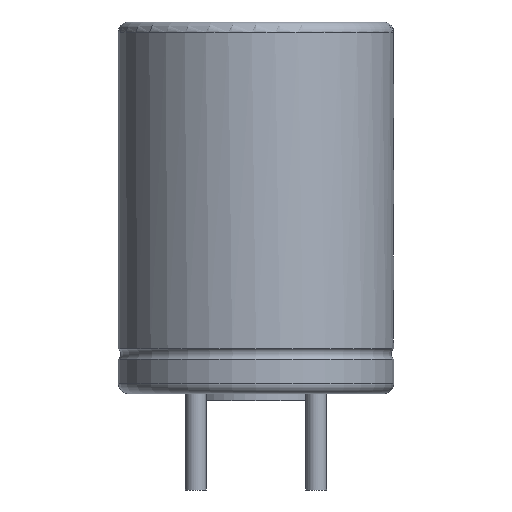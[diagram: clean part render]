
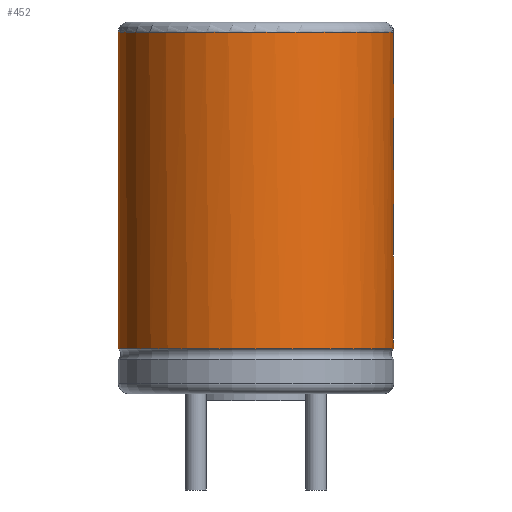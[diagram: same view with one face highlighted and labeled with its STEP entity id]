
A CAD part, front view. The second image highlights one B-rep face of the part: STEP entity #452.
In plain terms, the highlighted cylindrical face has radius 4 mm (diameter 8 mm), a full revolution.
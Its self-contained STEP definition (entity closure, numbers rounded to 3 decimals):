
#366 = VERTEX_POINT('',#367);
#367 = CARTESIAN_POINT('',(3.992,0.25,10.5));
#374 = EDGE_CURVE('',#375,#366,#377,.T.);
#375 = VERTEX_POINT('',#376);
#376 = CARTESIAN_POINT('',(3.992,-0.25,10.5));
#377 = CIRCLE('',#378,4.);
#378 = AXIS2_PLACEMENT_3D('',#379,#380,#381);
#379 = CARTESIAN_POINT('',(0.,0.,10.5));
#380 = DIRECTION('',(0.,0.,-1.));
#381 = DIRECTION('',(1.,0.,0.));
#452 = ADVANCED_FACE('',(#453),#681,.T.);
#453 = FACE_BOUND('',#454,.T.);
#454 = EDGE_LOOP('',(#455,#466,#474,#483,#491,#500,#508,#517,#525,#534,
    #542,#551,#559,#568,#576,#583,#584,#593,#601,#608,#609,#618,#626,
    #633,#634,#643,#651,#658,#659,#668,#674,#675));
#455 = ORIENTED_EDGE('',*,*,#456,.T.);
#456 = EDGE_CURVE('',#457,#459,#461,.T.);
#457 = VERTEX_POINT('',#458);
#458 = CARTESIAN_POINT('',(3.992,0.25,9.));
#459 = VERTEX_POINT('',#460);
#460 = CARTESIAN_POINT('',(4.,0.,9.));
#461 = CIRCLE('',#462,4.);
#462 = AXIS2_PLACEMENT_3D('',#463,#464,#465);
#463 = CARTESIAN_POINT('',(0.,0.,9.));
#464 = DIRECTION('',(0.,0.,-1.));
#465 = DIRECTION('',(1.,0.,0.));
#466 = ORIENTED_EDGE('',*,*,#467,.T.);
#467 = EDGE_CURVE('',#459,#468,#470,.T.);
#468 = VERTEX_POINT('',#469);
#469 = CARTESIAN_POINT('',(4.,0.,8.));
#470 = LINE('',#471,#472);
#471 = CARTESIAN_POINT('',(4.,0.,10.8));
#472 = VECTOR('',#473,1.);
#473 = DIRECTION('',(0.,0.,-1.));
#474 = ORIENTED_EDGE('',*,*,#475,.F.);
#475 = EDGE_CURVE('',#476,#468,#478,.T.);
#476 = VERTEX_POINT('',#477);
#477 = CARTESIAN_POINT('',(3.992,0.25,8.));
#478 = CIRCLE('',#479,4.);
#479 = AXIS2_PLACEMENT_3D('',#480,#481,#482);
#480 = CARTESIAN_POINT('',(0.,0.,8.));
#481 = DIRECTION('',(0.,0.,-1.));
#482 = DIRECTION('',(1.,0.,0.));
#483 = ORIENTED_EDGE('',*,*,#484,.T.);
#484 = EDGE_CURVE('',#476,#485,#487,.T.);
#485 = VERTEX_POINT('',#486);
#486 = CARTESIAN_POINT('',(3.992,0.25,6.5));
#487 = LINE('',#488,#489);
#488 = CARTESIAN_POINT('',(3.992,0.25,10.8));
#489 = VECTOR('',#490,1.);
#490 = DIRECTION('',(0.,0.,-1.));
#491 = ORIENTED_EDGE('',*,*,#492,.T.);
#492 = EDGE_CURVE('',#485,#493,#495,.T.);
#493 = VERTEX_POINT('',#494);
#494 = CARTESIAN_POINT('',(4.,0.,6.5));
#495 = CIRCLE('',#496,4.);
#496 = AXIS2_PLACEMENT_3D('',#497,#498,#499);
#497 = CARTESIAN_POINT('',(0.,0.,6.5));
#498 = DIRECTION('',(0.,0.,-1.));
#499 = DIRECTION('',(1.,0.,0.));
#500 = ORIENTED_EDGE('',*,*,#501,.T.);
#501 = EDGE_CURVE('',#493,#502,#504,.T.);
#502 = VERTEX_POINT('',#503);
#503 = CARTESIAN_POINT('',(4.,0.,5.5));
#504 = LINE('',#505,#506);
#505 = CARTESIAN_POINT('',(4.,0.,10.8));
#506 = VECTOR('',#507,1.);
#507 = DIRECTION('',(0.,0.,-1.));
#508 = ORIENTED_EDGE('',*,*,#509,.F.);
#509 = EDGE_CURVE('',#510,#502,#512,.T.);
#510 = VERTEX_POINT('',#511);
#511 = CARTESIAN_POINT('',(3.992,0.25,5.5));
#512 = CIRCLE('',#513,4.);
#513 = AXIS2_PLACEMENT_3D('',#514,#515,#516);
#514 = CARTESIAN_POINT('',(0.,0.,5.5));
#515 = DIRECTION('',(0.,0.,-1.));
#516 = DIRECTION('',(1.,0.,0.));
#517 = ORIENTED_EDGE('',*,*,#518,.T.);
#518 = EDGE_CURVE('',#510,#519,#521,.T.);
#519 = VERTEX_POINT('',#520);
#520 = CARTESIAN_POINT('',(3.992,0.25,4.));
#521 = LINE('',#522,#523);
#522 = CARTESIAN_POINT('',(3.992,0.25,10.8));
#523 = VECTOR('',#524,1.);
#524 = DIRECTION('',(0.,0.,-1.));
#525 = ORIENTED_EDGE('',*,*,#526,.T.);
#526 = EDGE_CURVE('',#519,#527,#529,.T.);
#527 = VERTEX_POINT('',#528);
#528 = CARTESIAN_POINT('',(4.,0.,4.));
#529 = CIRCLE('',#530,4.);
#530 = AXIS2_PLACEMENT_3D('',#531,#532,#533);
#531 = CARTESIAN_POINT('',(0.,0.,4.));
#532 = DIRECTION('',(0.,0.,-1.));
#533 = DIRECTION('',(1.,0.,0.));
#534 = ORIENTED_EDGE('',*,*,#535,.T.);
#535 = EDGE_CURVE('',#527,#536,#538,.T.);
#536 = VERTEX_POINT('',#537);
#537 = CARTESIAN_POINT('',(4.,0.,3.));
#538 = LINE('',#539,#540);
#539 = CARTESIAN_POINT('',(4.,0.,10.8));
#540 = VECTOR('',#541,1.);
#541 = DIRECTION('',(0.,0.,-1.));
#542 = ORIENTED_EDGE('',*,*,#543,.F.);
#543 = EDGE_CURVE('',#544,#536,#546,.T.);
#544 = VERTEX_POINT('',#545);
#545 = CARTESIAN_POINT('',(3.992,0.25,3.));
#546 = CIRCLE('',#547,4.);
#547 = AXIS2_PLACEMENT_3D('',#548,#549,#550);
#548 = CARTESIAN_POINT('',(0.,0.,3.));
#549 = DIRECTION('',(0.,0.,-1.));
#550 = DIRECTION('',(1.,0.,0.));
#551 = ORIENTED_EDGE('',*,*,#552,.T.);
#552 = EDGE_CURVE('',#544,#553,#555,.T.);
#553 = VERTEX_POINT('',#554);
#554 = CARTESIAN_POINT('',(3.992,0.25,1.5));
#555 = LINE('',#556,#557);
#556 = CARTESIAN_POINT('',(3.992,0.25,10.8));
#557 = VECTOR('',#558,1.);
#558 = DIRECTION('',(0.,0.,-1.));
#559 = ORIENTED_EDGE('',*,*,#560,.T.);
#560 = EDGE_CURVE('',#553,#561,#563,.T.);
#561 = VERTEX_POINT('',#562);
#562 = CARTESIAN_POINT('',(4.,0.,1.5));
#563 = CIRCLE('',#564,4.);
#564 = AXIS2_PLACEMENT_3D('',#565,#566,#567);
#565 = CARTESIAN_POINT('',(0.,0.,1.5));
#566 = DIRECTION('',(0.,0.,-1.));
#567 = DIRECTION('',(1.,0.,0.));
#568 = ORIENTED_EDGE('',*,*,#569,.T.);
#569 = EDGE_CURVE('',#561,#570,#572,.T.);
#570 = VERTEX_POINT('',#571);
#571 = CARTESIAN_POINT('',(4.,0.,1.3));
#572 = LINE('',#573,#574);
#573 = CARTESIAN_POINT('',(4.,0.,10.8));
#574 = VECTOR('',#575,1.);
#575 = DIRECTION('',(0.,0.,-1.));
#576 = ORIENTED_EDGE('',*,*,#577,.F.);
#577 = EDGE_CURVE('',#570,#570,#578,.T.);
#578 = CIRCLE('',#579,4.);
#579 = AXIS2_PLACEMENT_3D('',#580,#581,#582);
#580 = CARTESIAN_POINT('',(0.,0.,1.3));
#581 = DIRECTION('',(0.,0.,-1.));
#582 = DIRECTION('',(1.,0.,0.));
#583 = ORIENTED_EDGE('',*,*,#569,.F.);
#584 = ORIENTED_EDGE('',*,*,#585,.T.);
#585 = EDGE_CURVE('',#561,#586,#588,.T.);
#586 = VERTEX_POINT('',#587);
#587 = CARTESIAN_POINT('',(3.992,-0.25,1.5));
#588 = CIRCLE('',#589,4.);
#589 = AXIS2_PLACEMENT_3D('',#590,#591,#592);
#590 = CARTESIAN_POINT('',(0.,0.,1.5));
#591 = DIRECTION('',(0.,0.,-1.));
#592 = DIRECTION('',(1.,0.,0.));
#593 = ORIENTED_EDGE('',*,*,#594,.F.);
#594 = EDGE_CURVE('',#595,#586,#597,.T.);
#595 = VERTEX_POINT('',#596);
#596 = CARTESIAN_POINT('',(3.992,-0.25,3.));
#597 = LINE('',#598,#599);
#598 = CARTESIAN_POINT('',(3.992,-0.25,10.8));
#599 = VECTOR('',#600,1.);
#600 = DIRECTION('',(0.,0.,-1.));
#601 = ORIENTED_EDGE('',*,*,#602,.F.);
#602 = EDGE_CURVE('',#536,#595,#603,.T.);
#603 = CIRCLE('',#604,4.);
#604 = AXIS2_PLACEMENT_3D('',#605,#606,#607);
#605 = CARTESIAN_POINT('',(0.,0.,3.));
#606 = DIRECTION('',(0.,0.,-1.));
#607 = DIRECTION('',(1.,0.,0.));
#608 = ORIENTED_EDGE('',*,*,#535,.F.);
#609 = ORIENTED_EDGE('',*,*,#610,.T.);
#610 = EDGE_CURVE('',#527,#611,#613,.T.);
#611 = VERTEX_POINT('',#612);
#612 = CARTESIAN_POINT('',(3.992,-0.25,4.));
#613 = CIRCLE('',#614,4.);
#614 = AXIS2_PLACEMENT_3D('',#615,#616,#617);
#615 = CARTESIAN_POINT('',(0.,0.,4.));
#616 = DIRECTION('',(0.,0.,-1.));
#617 = DIRECTION('',(1.,0.,0.));
#618 = ORIENTED_EDGE('',*,*,#619,.F.);
#619 = EDGE_CURVE('',#620,#611,#622,.T.);
#620 = VERTEX_POINT('',#621);
#621 = CARTESIAN_POINT('',(3.992,-0.25,5.5));
#622 = LINE('',#623,#624);
#623 = CARTESIAN_POINT('',(3.992,-0.25,10.8));
#624 = VECTOR('',#625,1.);
#625 = DIRECTION('',(0.,0.,-1.));
#626 = ORIENTED_EDGE('',*,*,#627,.F.);
#627 = EDGE_CURVE('',#502,#620,#628,.T.);
#628 = CIRCLE('',#629,4.);
#629 = AXIS2_PLACEMENT_3D('',#630,#631,#632);
#630 = CARTESIAN_POINT('',(0.,0.,5.5));
#631 = DIRECTION('',(0.,0.,-1.));
#632 = DIRECTION('',(1.,0.,0.));
#633 = ORIENTED_EDGE('',*,*,#501,.F.);
#634 = ORIENTED_EDGE('',*,*,#635,.T.);
#635 = EDGE_CURVE('',#493,#636,#638,.T.);
#636 = VERTEX_POINT('',#637);
#637 = CARTESIAN_POINT('',(3.992,-0.25,6.5));
#638 = CIRCLE('',#639,4.);
#639 = AXIS2_PLACEMENT_3D('',#640,#641,#642);
#640 = CARTESIAN_POINT('',(0.,0.,6.5));
#641 = DIRECTION('',(0.,0.,-1.));
#642 = DIRECTION('',(1.,0.,0.));
#643 = ORIENTED_EDGE('',*,*,#644,.F.);
#644 = EDGE_CURVE('',#645,#636,#647,.T.);
#645 = VERTEX_POINT('',#646);
#646 = CARTESIAN_POINT('',(3.992,-0.25,8.));
#647 = LINE('',#648,#649);
#648 = CARTESIAN_POINT('',(3.992,-0.25,10.8));
#649 = VECTOR('',#650,1.);
#650 = DIRECTION('',(0.,0.,-1.));
#651 = ORIENTED_EDGE('',*,*,#652,.F.);
#652 = EDGE_CURVE('',#468,#645,#653,.T.);
#653 = CIRCLE('',#654,4.);
#654 = AXIS2_PLACEMENT_3D('',#655,#656,#657);
#655 = CARTESIAN_POINT('',(0.,0.,8.));
#656 = DIRECTION('',(0.,0.,-1.));
#657 = DIRECTION('',(1.,0.,0.));
#658 = ORIENTED_EDGE('',*,*,#467,.F.);
#659 = ORIENTED_EDGE('',*,*,#660,.T.);
#660 = EDGE_CURVE('',#459,#661,#663,.T.);
#661 = VERTEX_POINT('',#662);
#662 = CARTESIAN_POINT('',(3.992,-0.25,9.));
#663 = CIRCLE('',#664,4.);
#664 = AXIS2_PLACEMENT_3D('',#665,#666,#667);
#665 = CARTESIAN_POINT('',(0.,0.,9.));
#666 = DIRECTION('',(0.,0.,-1.));
#667 = DIRECTION('',(1.,0.,0.));
#668 = ORIENTED_EDGE('',*,*,#669,.F.);
#669 = EDGE_CURVE('',#375,#661,#670,.T.);
#670 = LINE('',#671,#672);
#671 = CARTESIAN_POINT('',(3.992,-0.25,10.8));
#672 = VECTOR('',#673,1.);
#673 = DIRECTION('',(0.,0.,-1.));
#674 = ORIENTED_EDGE('',*,*,#374,.T.);
#675 = ORIENTED_EDGE('',*,*,#676,.T.);
#676 = EDGE_CURVE('',#366,#457,#677,.T.);
#677 = LINE('',#678,#679);
#678 = CARTESIAN_POINT('',(3.992,0.25,10.8));
#679 = VECTOR('',#680,1.);
#680 = DIRECTION('',(0.,0.,-1.));
#681 = CYLINDRICAL_SURFACE('',#682,4.);
#682 = AXIS2_PLACEMENT_3D('',#683,#684,#685);
#683 = CARTESIAN_POINT('',(0.,0.,10.8));
#684 = DIRECTION('',(0.,0.,-1.));
#685 = DIRECTION('',(1.,0.,0.));
